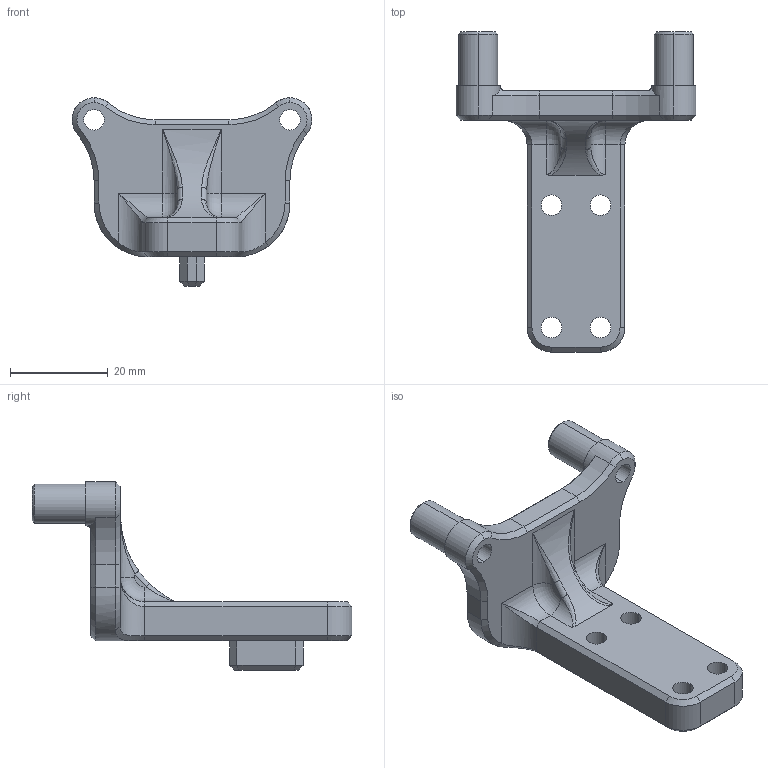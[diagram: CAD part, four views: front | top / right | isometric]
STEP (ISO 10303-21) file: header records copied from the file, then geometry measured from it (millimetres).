
FILE_DESCRIPTION (( 'STEP AP214' ), '1' );
FILE_NAME ('褐菁蟀裝.STEP', '2025-04-21T10:49:59', ( 'Windows User' ), ( 'P R C' ), 'SwSTEP 2.0', 'SolidWorks 2020', '' );
FILE_SCHEMA (( 'AUTOMOTIVE_DESIGN' ));
Length unit declared in the file: millimetre
Products named in the file (1): 褐菁蟀裝
Bounding box: 49 x 65.35 x 38.5 mm (x, y, z)
Volume: 13763.8 mm3; surface area: 7446.3 mm2
Topology: 1 solids, 1 shells, 177 faces, 424 edges, 250 vertices
Faces by surface type: plane 64, cylinder 55, cone 42, torus 8, bspline 8
Entity records: 6438 total; most frequent: CARTESIAN_POINT 2168, DIRECTION 880, ORIENTED_EDGE 840, EDGE_CURVE 420, AXIS2_PLACEMENT_3D 328, VERTEX_POINT 250, LINE 224, VECTOR 224
